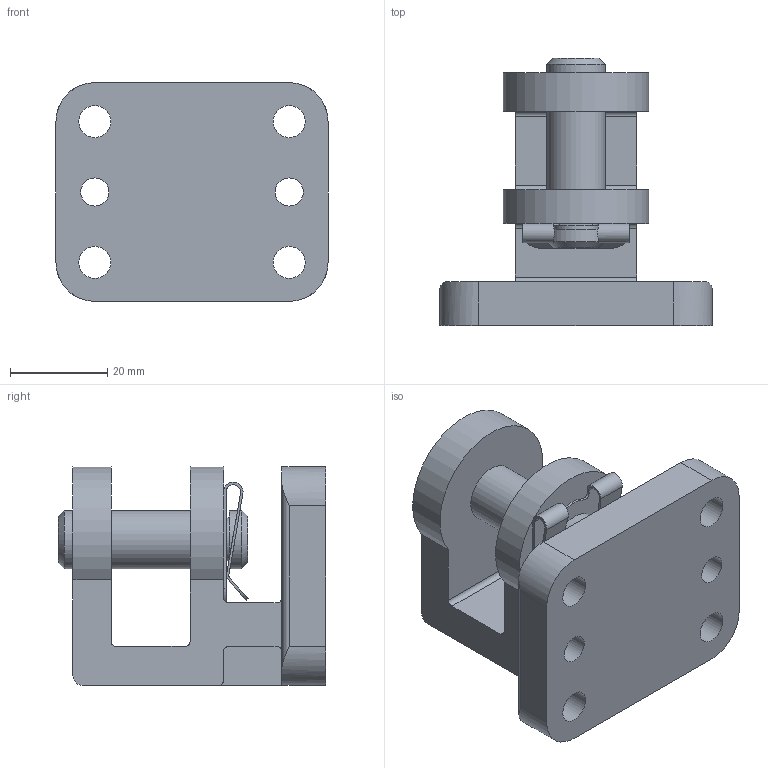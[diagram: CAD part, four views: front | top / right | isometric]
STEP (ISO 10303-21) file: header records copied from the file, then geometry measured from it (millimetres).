
FILE_DESCRIPTION(/* description */ ('STEP AP214'),/* implementation_level */ '2;1');
FILE_NAME(/* name */ '31769_LQG-40',/* time_stamp */ '2024-08-27T14:37:45+02:00',/* author */ ('License CC BY-ND 4.0'),/* organization */ ('CADENAS'),/* preprocessor_version */ 'ST-DEVELOPER v19.3',/* originating_system */ 'PARTsolutions',/* authorisation */ ' ');
FILE_SCHEMA (('AUTOMOTIVE_DESIGN {1 0 10303 214 3 1 1}'));
Length unit declared in the file: millimetre
Products named in the file (4): 31769 LQG-40; 31769 LQG-40---(L); 373495 BO- 12-029,0-DA; 209821 12 SXN 08 VERZINKT:SL
Assembly tree (3 placements, depth 2):
  31769 LQG-40
    31769 LQG-40---(L)
    373495 BO- 12-029,0-DA
    209821 12 SXN 08 VERZINKT:SL
Bounding box: 56 x 55 x 45 mm (x, y, z)
Volume: 46966.8 mm3; surface area: 18361 mm2
Topology: 3 solids, 3 shells, 94 faces, 261 edges, 174 vertices
Faces by surface type: cylinder 49, plane 43, cone 2
Full cylindrical faces by diameter (mm): 4 x1, 5.8 x2, 6.6 x4, 9 x1, 12 x4
Entity records: 3099 total; most frequent: CARTESIAN_POINT 539, DIRECTION 531, ORIENTED_EDGE 488, EDGE_CURVE 244, AXIS2_PLACEMENT_3D 194, VERTEX_POINT 171, LINE 143, VECTOR 143
